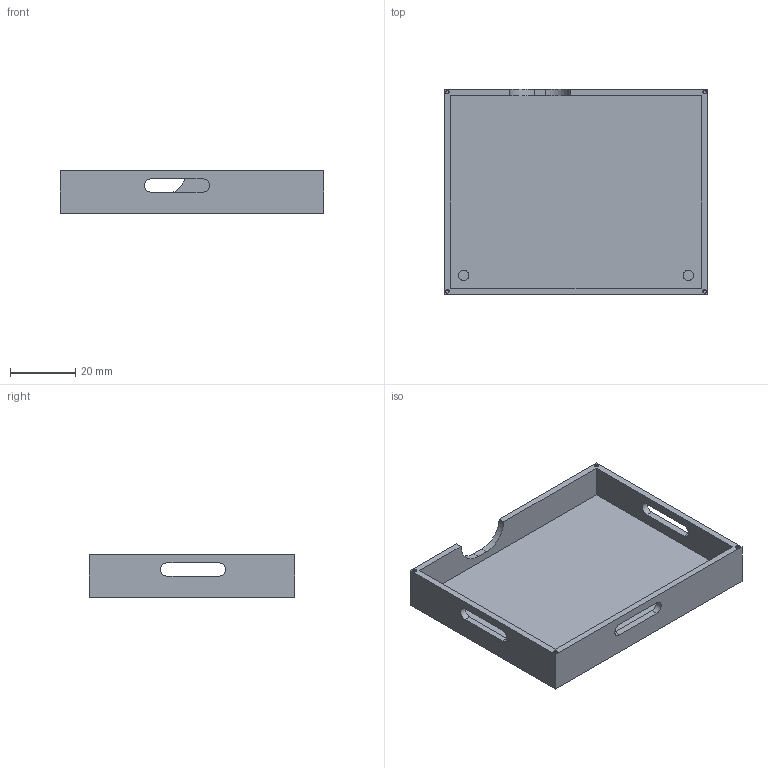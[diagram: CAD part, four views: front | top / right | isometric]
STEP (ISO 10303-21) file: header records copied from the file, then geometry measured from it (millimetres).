
FILE_DESCRIPTION(/* description */ (''),/* implementation_level */ '2;1');
FILE_NAME(/* name */ 'BeanPad Bottom.step',/* time_stamp */ '2025-06-11T17:17:42-04:00',/* author */ (''),/* organization */ (''),/* preprocessor_version */ 'ST-DEVELOPER v20.1',/* originating_system */ 'Autodesk Translation Framework v14.4.0.0',/* authorisation */ '');
FILE_SCHEMA (('AUTOMOTIVE_DESIGN { 1 0 10303 214 3 1 1 }'));
Length unit declared in the file: millimetre
Products named in the file (2): BeanPad; BeanPad_1
Assembly tree (1 placements, depth 2):
  BeanPad
    BeanPad_1
Bounding box: 80.95 x 63.16 x 13 mm (x, y, z)
Volume: 20201 mm3; surface area: 16671.1 mm2
Topology: 1 solids, 1 shells, 582 faces, 1635 edges, 1090 vertices
Faces by surface type: bspline 281, cylinder 162, plane 139
Full cylindrical faces by diameter (mm): 0.969 x28, 1.253 x10, 1.254 x10, 3.2 x2
Entity records: 29934 total; most frequent: CARTESIAN_POINT 17359, ORIENTED_EDGE 3270, EDGE_CURVE 1635, DIRECTION 1413, VERTEX_POINT 1090, B_SPLINE_CURVE_WITH_KNOTS 866, LINE 733, VECTOR 733
